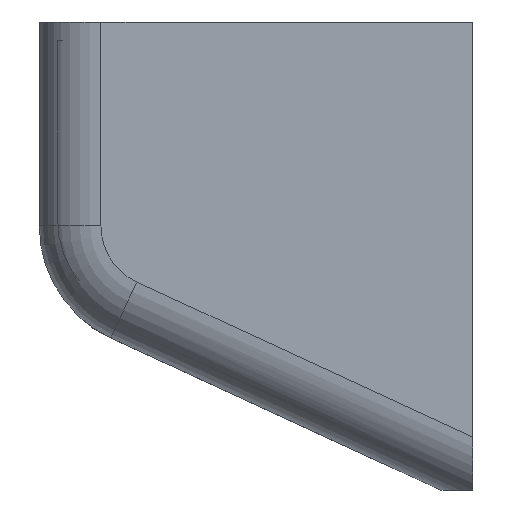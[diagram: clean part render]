
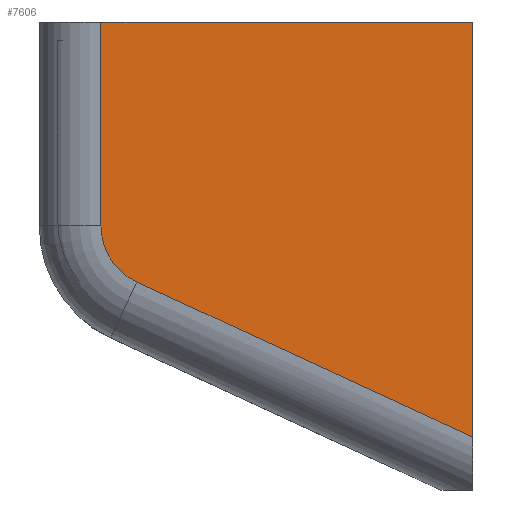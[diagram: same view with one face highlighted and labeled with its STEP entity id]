
A CAD part, left-side view. The second image highlights one B-rep face of the part: STEP entity #7606.
In plain terms, the highlighted planar face has unit normal (-1, 0, 0).
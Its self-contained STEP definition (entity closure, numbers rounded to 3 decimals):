
#403 = FACE_OUTER_BOUND ( 'NONE', #2279, .T. ) ;
#459 = VECTOR ( 'NONE', #1041, 1000. ) ;
#726 = VERTEX_POINT ( 'NONE', #4827 ) ;
#847 = CARTESIAN_POINT ( 'NONE',  ( -24.939, -5.258, 20.847 ) ) ;
#990 = VECTOR ( 'NONE', #2565, 1000. ) ;
#1001 = LINE ( 'NONE', #5787, #459 ) ;
#1041 = DIRECTION ( 'NONE',  ( 0., 1., 0. ) ) ;
#1083 = VECTOR ( 'NONE', #2266, 1000. ) ;
#1419 = CARTESIAN_POINT ( 'NONE',  ( -24.939, -5.258, -55. ) ) ;
#1463 = PLANE ( 'NONE',  #5213 ) ;
#1630 = CARTESIAN_POINT ( 'NONE',  ( -24.939, 45., -12.203 ) ) ;
#1764 = CARTESIAN_POINT ( 'NONE',  ( -24.939, 55., -12.203 ) ) ;
#1931 = ORIENTED_EDGE ( 'NONE', *, *, #4580, .T. ) ;
#2178 = ORIENTED_EDGE ( 'NONE', *, *, #4859, .T. ) ;
#2188 = DIRECTION ( 'NONE',  ( 0., 0., -1. ) ) ;
#2266 = DIRECTION ( 'NONE',  ( 0., 0., 1. ) ) ;
#2279 = EDGE_LOOP ( 'NONE', ( #4762, #3634, #2178, #5135, #1931 ) ) ;
#2398 = DIRECTION ( 'NONE',  ( -1., 0., 0. ) ) ;
#2565 = DIRECTION ( 'NONE',  ( 0., -0.908, -0.419 ) ) ;
#2840 = VERTEX_POINT ( 'NONE', #5293 ) ;
#3138 = LINE ( 'NONE', #5516, #990 ) ;
#3358 = DIRECTION ( 'NONE',  ( 0., 0., 1. ) ) ;
#3467 = LINE ( 'NONE', #7598, #1083 ) ;
#3634 = ORIENTED_EDGE ( 'NONE', *, *, #5745, .T. ) ;
#4407 = DIRECTION ( 'NONE',  ( -1., 0., 0. ) ) ;
#4490 = VERTEX_POINT ( 'NONE', #6898 ) ;
#4580 = EDGE_CURVE ( 'NONE', #4490, #6832, #3467, .T. ) ;
#4728 = VERTEX_POINT ( 'NONE', #1764 ) ;
#4762 = ORIENTED_EDGE ( 'NONE', *, *, #6366, .T. ) ;
#4827 = CARTESIAN_POINT ( 'NONE',  ( -24.939, 55., 20.847 ) ) ;
#4859 = EDGE_CURVE ( 'NONE', #4728, #2840, #5522, .T. ) ;
#5135 = ORIENTED_EDGE ( 'NONE', *, *, #6042, .T. ) ;
#5213 = AXIS2_PLACEMENT_3D ( 'NONE', #1419, #4407, #3358 ) ;
#5293 = CARTESIAN_POINT ( 'NONE',  ( -24.939, 49.191, -21.283 ) ) ;
#5516 = CARTESIAN_POINT ( 'NONE',  ( -24.939, -8.525, -47.921 ) ) ;
#5522 = CIRCLE ( 'NONE', #7165, 10. ) ;
#5745 = EDGE_CURVE ( 'NONE', #726, #4728, #6982, .T. ) ;
#5787 = CARTESIAN_POINT ( 'NONE',  ( -24.939, -5.258, 20.847 ) ) ;
#5834 = DIRECTION ( 'NONE',  ( 0., 0., 1. ) ) ;
#6042 = EDGE_CURVE ( 'NONE', #2840, #4490, #3138, .T. ) ;
#6366 = EDGE_CURVE ( 'NONE', #6832, #726, #1001, .T. ) ;
#6832 = VERTEX_POINT ( 'NONE', #847 ) ;
#6898 = CARTESIAN_POINT ( 'NONE',  ( -24.939, -5.258, -46.413 ) ) ;
#6982 = LINE ( 'NONE', #7521, #7446 ) ;
#7165 = AXIS2_PLACEMENT_3D ( 'NONE', #1630, #2398, #5834 ) ;
#7446 = VECTOR ( 'NONE', #2188, 1000. ) ;
#7521 = CARTESIAN_POINT ( 'NONE',  ( -24.939, 55., -55. ) ) ;
#7598 = CARTESIAN_POINT ( 'NONE',  ( -24.939, -5.258, -55. ) ) ;
#7606 = ADVANCED_FACE ( 'NONE', ( #403 ), #1463, .T. ) ;
